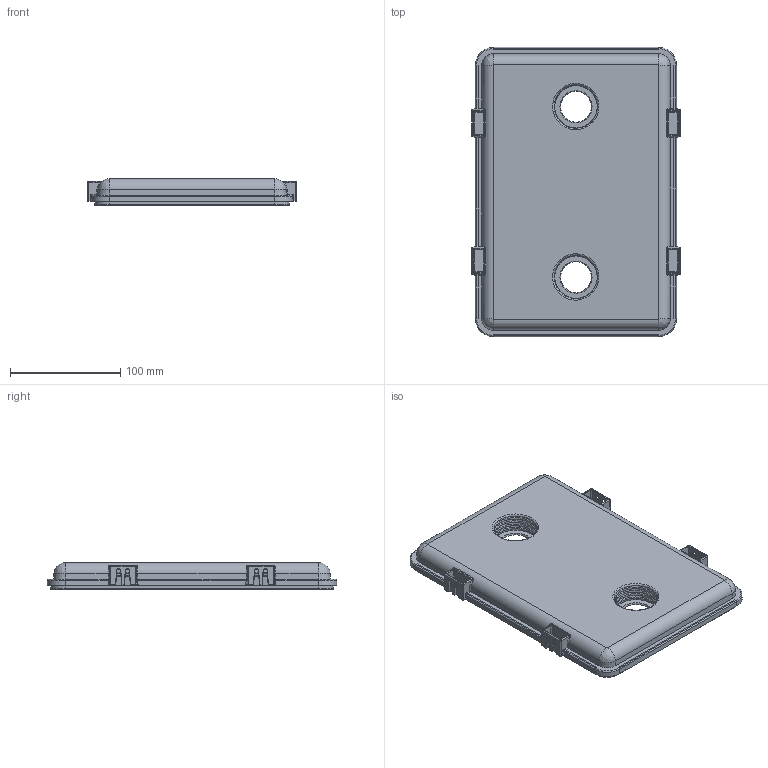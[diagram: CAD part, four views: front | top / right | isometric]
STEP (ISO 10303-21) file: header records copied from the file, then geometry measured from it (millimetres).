
FILE_DESCRIPTION(/* description */ (''),/* implementation_level */ '2;1');
FILE_NAME(/* name */ 'PAPR Lid.step',/* time_stamp */ '2020-10-05T17:05:20-04:00',/* author */ (''),/* organization */ (''),/* preprocessor_version */ 'ST-DEVELOPER v18.1',/* originating_system */ 'Autodesk Translation Framework v9.3.0.1241',/* authorisation */ '');
FILE_SCHEMA (('AUTOMOTIVE_DESIGN { 1 0 10303 214 3 1 1 }'));
Length unit declared in the file: millimetre
Products named in the file (3): MIT PAPR 3.6F; Case Components; PAPR lid
Assembly tree (2 placements, depth 3):
  MIT PAPR 3.6F
    Case Components
      PAPR lid
Bounding box: 189.62 x 262.85 x 24.03 mm (x, y, z)
Volume: 239638.2 mm3; surface area: 135044.2 mm2
Topology: 1 solids, 1 shells, 615 faces, 1486 edges, 862 vertices
Faces by surface type: cylinder 254, plane 159, bspline 148, torus 32, cone 14, sphere 8
Full cylindrical faces by diameter (mm): 46.476 x2
Entity records: 24968 total; most frequent: CARTESIAN_POINT 10768, DIRECTION 3016, ORIENTED_EDGE 2972, EDGE_CURVE 1486, AXIS2_PLACEMENT_3D 1176, VERTEX_POINT 862, LINE 664, VECTOR 664
